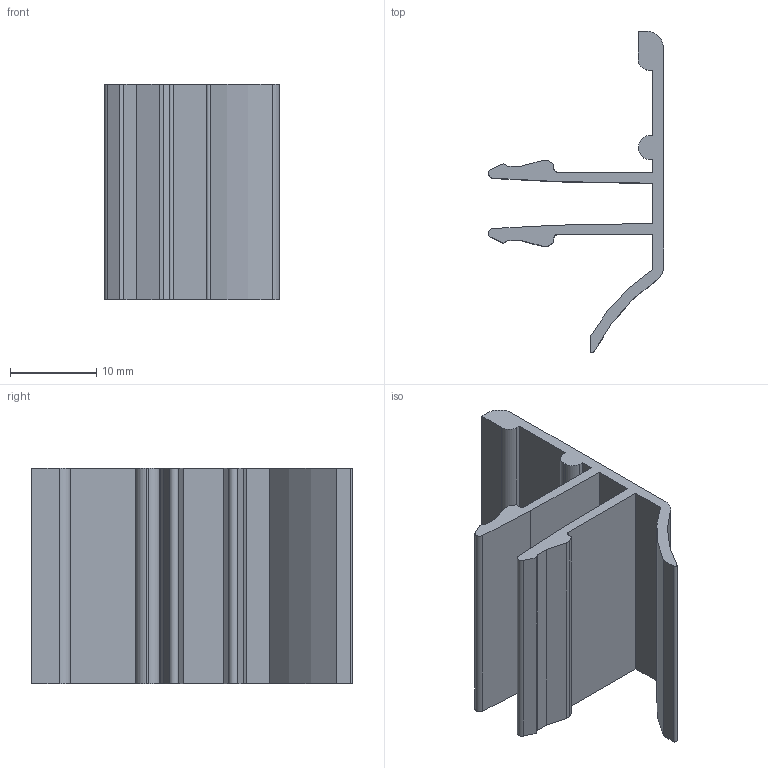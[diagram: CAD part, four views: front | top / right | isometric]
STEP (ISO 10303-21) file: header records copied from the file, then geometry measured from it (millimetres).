
FILE_DESCRIPTION (( 'STEP AP214' ), '1' );
FILE_NAME ('40-6 Beveled Snap-in 5.6mm Panel Retainer-Black(40DPR-0411-01C).STEP', '2023-08-30T14:17:12', ( '' ), ( '' ), 'SwSTEP 2.0', 'SolidWorks 2020', '' );
FILE_SCHEMA (( 'AUTOMOTIVE_DESIGN' ));
Length unit declared in the file: millimetre
Products named in the file (1): 40-6 Beveled Snap-in 5.6mm Panel Retainer-Black(40DPR-0411-01C)
Bounding box: 20.35 x 37.32 x 25 mm (x, y, z)
Volume: 2841.7 mm3; surface area: 4325.2 mm2
Topology: 1 solids, 1 shells, 46 faces, 132 edges, 88 vertices
Faces by surface type: plane 34, cylinder 12
Entity records: 1534 total; most frequent: CARTESIAN_POINT 267, ORIENTED_EDGE 264, DIRECTION 250, EDGE_CURVE 132, LINE 108, VECTOR 108, VERTEX_POINT 88, AXIS2_PLACEMENT_3D 71
